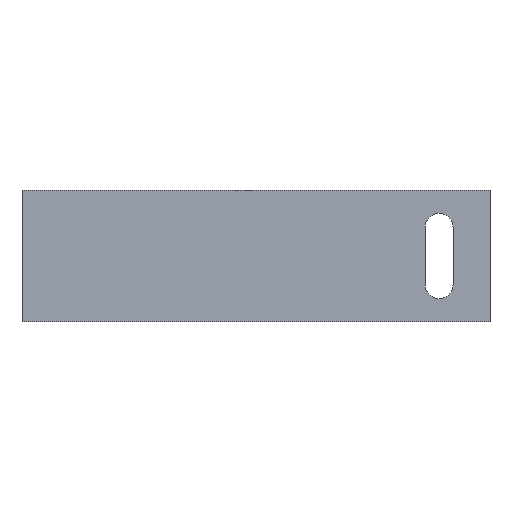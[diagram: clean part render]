
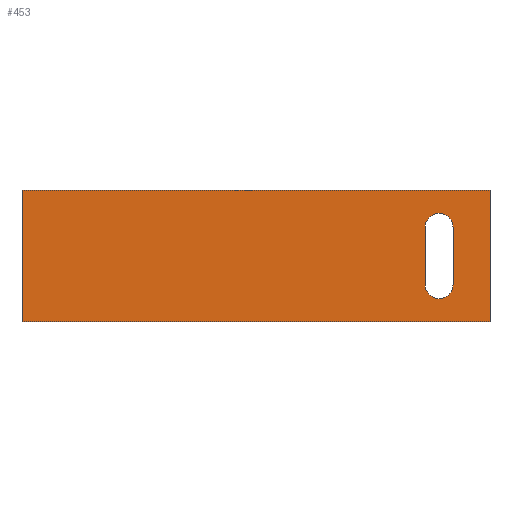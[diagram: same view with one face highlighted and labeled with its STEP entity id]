
A CAD part, left-side view. The second image highlights one B-rep face of the part: STEP entity #453.
In plain terms, the highlighted planar face has unit normal (-1, 0, 0).
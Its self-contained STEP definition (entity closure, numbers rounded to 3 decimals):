
#15=FACE_BOUND('',#73,.T.);
#26=PLANE('',#509);
#49=FACE_OUTER_BOUND('',#72,.T.);
#72=EDGE_LOOP('',(#352,#353,#354,#355));
#73=EDGE_LOOP('',(#356,#357,#358,#359));
#94=LINE('',#657,#147);
#104=LINE('',#688,#157);
#111=LINE('',#706,#164);
#112=LINE('',#709,#165);
#113=LINE('',#711,#166);
#114=LINE('',#712,#167);
#147=VECTOR('',#535,10.);
#157=VECTOR('',#567,10.);
#164=VECTOR('',#584,10.);
#165=VECTOR('',#587,10.);
#166=VECTOR('',#588,10.);
#167=VECTOR('',#589,10.);
#200=CIRCLE('',#496,1.7);
#202=CIRCLE('',#499,1.7);
#211=VERTEX_POINT('',#654);
#212=VERTEX_POINT('',#656);
#218=VERTEX_POINT('',#671);
#220=VERTEX_POINT('',#677);
#225=VERTEX_POINT('',#699);
#228=VERTEX_POINT('',#704);
#229=VERTEX_POINT('',#708);
#230=VERTEX_POINT('',#710);
#254=EDGE_CURVE('',#212,#211,#94,.T.);
#262=EDGE_CURVE('',#211,#218,#200,.T.);
#264=EDGE_CURVE('',#220,#212,#202,.T.);
#270=EDGE_CURVE('',#218,#220,#104,.T.);
#279=EDGE_CURVE('',#225,#228,#111,.T.);
#280=EDGE_CURVE('',#229,#225,#112,.T.);
#281=EDGE_CURVE('',#230,#228,#113,.T.);
#282=EDGE_CURVE('',#229,#230,#114,.T.);
#352=ORIENTED_EDGE('',*,*,#280,.T.);
#353=ORIENTED_EDGE('',*,*,#279,.T.);
#354=ORIENTED_EDGE('',*,*,#281,.F.);
#355=ORIENTED_EDGE('',*,*,#282,.F.);
#356=ORIENTED_EDGE('',*,*,#270,.T.);
#357=ORIENTED_EDGE('',*,*,#264,.T.);
#358=ORIENTED_EDGE('',*,*,#254,.T.);
#359=ORIENTED_EDGE('',*,*,#262,.T.);
#453=ADVANCED_FACE('',(#49,#15),#26,.T.);
#496=AXIS2_PLACEMENT_3D('',#673,#548,#549);
#499=AXIS2_PLACEMENT_3D('',#678,#554,#555);
#509=AXIS2_PLACEMENT_3D('',#707,#585,#586);
#535=DIRECTION('',(0.,0.,-1.));
#548=DIRECTION('center_axis',(1.,0.,0.));
#549=DIRECTION('ref_axis',(0.,1.,0.));
#554=DIRECTION('center_axis',(1.,0.,0.));
#555=DIRECTION('ref_axis',(0.,-1.,0.));
#567=DIRECTION('',(0.,0.,1.));
#584=DIRECTION('',(0.,0.,1.));
#585=DIRECTION('center_axis',(-1.,0.,0.));
#586=DIRECTION('ref_axis',(0.,-1.,0.));
#587=DIRECTION('',(0.,-1.,0.));
#588=DIRECTION('',(0.,-1.,0.));
#589=DIRECTION('',(0.,0.,1.));
#654=CARTESIAN_POINT('',(2409.631,1701.652,4.5));
#656=CARTESIAN_POINT('',(2409.631,1701.652,11.5));
#657=CARTESIAN_POINT('',(2409.631,1701.652,5.75));
#671=CARTESIAN_POINT('',(2409.631,1705.052,4.5));
#673=CARTESIAN_POINT('Origin',(2409.631,1703.352,4.5));
#677=CARTESIAN_POINT('',(2409.631,1705.052,11.5));
#678=CARTESIAN_POINT('Origin',(2409.631,1703.352,11.5));
#688=CARTESIAN_POINT('',(2409.631,1705.052,2.25));
#699=CARTESIAN_POINT('',(2409.631,1697.152,0.));
#704=CARTESIAN_POINT('',(2409.631,1697.152,16.));
#706=CARTESIAN_POINT('',(2409.631,1697.152,0.));
#707=CARTESIAN_POINT('Origin',(2409.631,1754.152,0.));
#708=CARTESIAN_POINT('',(2409.631,1754.152,0.));
#709=CARTESIAN_POINT('',(2409.631,1754.152,0.));
#710=CARTESIAN_POINT('',(2409.631,1754.152,16.));
#711=CARTESIAN_POINT('',(2409.631,1754.152,16.));
#712=CARTESIAN_POINT('',(2409.631,1754.152,0.));
